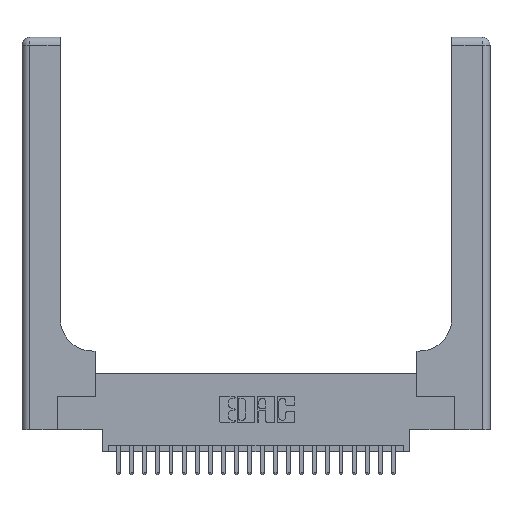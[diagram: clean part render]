
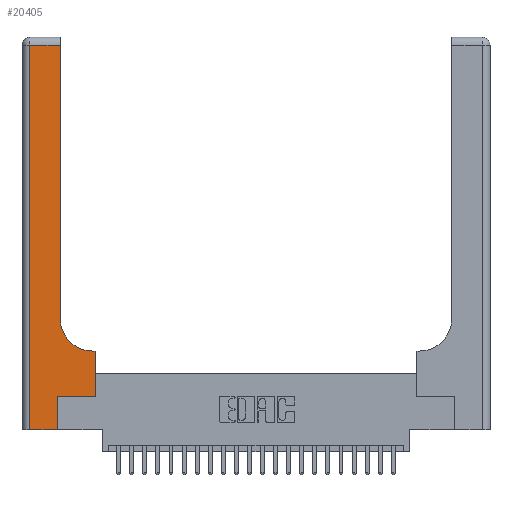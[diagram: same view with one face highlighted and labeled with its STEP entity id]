
A CAD part, top view. The second image highlights one B-rep face of the part: STEP entity #20405.
In plain terms, the highlighted planar face has unit normal (0, 0, 1).
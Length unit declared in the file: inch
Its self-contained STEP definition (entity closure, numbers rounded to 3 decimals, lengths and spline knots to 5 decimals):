
#286 = CARTESIAN_POINT ( 'NONE',  ( 0.5585, 0.25, 0.37 ) ) ;
#834 = VERTEX_POINT ( 'NONE', #13601 ) ;
#1148 = CARTESIAN_POINT ( 'NONE',  ( 0.269, 0., 0.37 ) ) ;
#1601 = DIRECTION ( 'NONE',  ( 0., 0., -1. ) ) ;
#1740 = DIRECTION ( 'NONE',  ( 0., 1., 0. ) ) ;
#1790 = VERTEX_POINT ( 'NONE', #13735 ) ;
#2561 = DIRECTION ( 'NONE',  ( -1., 0., 0. ) ) ;
#2838 = CARTESIAN_POINT ( 'NONE',  ( 0.269, 0.25, 0.37 ) ) ;
#2991 = DIRECTION ( 'NONE',  ( -1., 0., 0. ) ) ;
#3018 = CARTESIAN_POINT ( 'NONE',  ( 0.269, 0.25, 0.37 ) ) ;
#3130 = DIRECTION ( 'NONE',  ( 0., 1., 0. ) ) ;
#3497 = DIRECTION ( 'NONE',  ( -1., 0., 0. ) ) ;
#4044 = VECTOR ( 'NONE', #2561, 39.37008 ) ;
#4193 = DIRECTION ( 'NONE',  ( 1., 0., 0. ) ) ;
#4439 = LINE ( 'NONE', #9334, #9026 ) ;
#4569 = VERTEX_POINT ( 'NONE', #10092 ) ;
#4995 = DIRECTION ( 'NONE',  ( 1., 0., 0. ) ) ;
#5019 = ORIENTED_EDGE ( 'NONE', *, *, #12546, .T. ) ;
#5350 = ORIENTED_EDGE ( 'NONE', *, *, #15960, .T. ) ;
#5651 = VERTEX_POINT ( 'NONE', #10801 ) ;
#5719 = ORIENTED_EDGE ( 'NONE', *, *, #20278, .T. ) ;
#6052 = ORIENTED_EDGE ( 'NONE', *, *, #12609, .T. ) ;
#6426 = CARTESIAN_POINT ( 'NONE',  ( 0., 2.94, 0.37 ) ) ;
#6695 = VECTOR ( 'NONE', #12396, 39.37008 ) ;
#6800 = CARTESIAN_POINT ( 'NONE',  ( 0.06, 0., 0.37 ) ) ;
#7034 = ORIENTED_EDGE ( 'NONE', *, *, #12319, .T. ) ;
#7629 = EDGE_CURVE ( 'NONE', #13333, #1790, #4439, .T. ) ;
#8222 = VERTEX_POINT ( 'NONE', #6800 ) ;
#8414 = ORIENTED_EDGE ( 'NONE', *, *, #7629, .T. ) ;
#9026 = VECTOR ( 'NONE', #1740, 39.37008 ) ;
#9334 = CARTESIAN_POINT ( 'NONE',  ( 0.2915, 3., 0.37 ) ) ;
#9367 = DIRECTION ( 'NONE',  ( 0., 1., 0. ) ) ;
#9584 = LINE ( 'NONE', #16844, #21503 ) ;
#10092 = CARTESIAN_POINT ( 'NONE',  ( 0.5585, 0.6, 0.37 ) ) ;
#10801 = CARTESIAN_POINT ( 'NONE',  ( 0.269, 0., 0.37 ) ) ;
#11064 = CARTESIAN_POINT ( 'NONE',  ( 0.5415, 0.85, 0.37 ) ) ;
#11410 = CARTESIAN_POINT ( 'NONE',  ( 0., 0., 0.37 ) ) ;
#11600 = LINE ( 'NONE', #16298, #6695 ) ;
#11663 = EDGE_CURVE ( 'NONE', #5651, #19832, #24957, .T. ) ;
#12319 = EDGE_CURVE ( 'NONE', #8222, #5651, #16613, .T. ) ;
#12396 = DIRECTION ( 'NONE',  ( 0., -1., 0. ) ) ;
#12546 = EDGE_CURVE ( 'NONE', #1790, #13843, #19065, .T. ) ;
#12609 = EDGE_CURVE ( 'NONE', #4569, #834, #9584, .T. ) ;
#12781 = CARTESIAN_POINT ( 'NONE',  ( 0.06, 2.94, 0.37 ) ) ;
#13281 = CARTESIAN_POINT ( 'NONE',  ( 0.5585, 0.25, 0.37 ) ) ;
#13333 = VERTEX_POINT ( 'NONE', #23216 ) ;
#13601 = CARTESIAN_POINT ( 'NONE',  ( 0.5415, 0.6, 0.37 ) ) ;
#13735 = CARTESIAN_POINT ( 'NONE',  ( 0.2915, 2.94, 0.37 ) ) ;
#13775 = LINE ( 'NONE', #3018, #22949 ) ;
#13797 = ORIENTED_EDGE ( 'NONE', *, *, #19664, .T. ) ;
#13843 = VERTEX_POINT ( 'NONE', #12781 ) ;
#14190 = VECTOR ( 'NONE', #4193, 39.37008 ) ;
#14944 = AXIS2_PLACEMENT_3D ( 'NONE', #11064, #24759, #22844 ) ;
#15713 = VECTOR ( 'NONE', #3130, 39.37008 ) ;
#15960 = EDGE_CURVE ( 'NONE', #25097, #4569, #17279, .T. ) ;
#16166 = EDGE_LOOP ( 'NONE', ( #8414, #5019, #24756, #7034, #20581, #13797, #5350, #6052, #5719 ) ) ;
#16298 = CARTESIAN_POINT ( 'NONE',  ( 0.06, 3., 0.37 ) ) ;
#16613 = LINE ( 'NONE', #11410, #14190 ) ;
#16844 = CARTESIAN_POINT ( 'NONE',  ( 0.2915, 0.6, 0.37 ) ) ;
#16995 = VECTOR ( 'NONE', #9367, 39.37008 ) ;
#17107 = PLANE ( 'NONE',  #17539 ) ;
#17279 = LINE ( 'NONE', #13281, #16995 ) ;
#17539 = AXIS2_PLACEMENT_3D ( 'NONE', #21124, #1601, #3497 ) ;
#19065 = LINE ( 'NONE', #6426, #4044 ) ;
#19664 = EDGE_CURVE ( 'NONE', #19832, #25097, #13775, .T. ) ;
#19832 = VERTEX_POINT ( 'NONE', #2838 ) ;
#20278 = EDGE_CURVE ( 'NONE', #834, #13333, #24789, .T. ) ;
#20405 = ADVANCED_FACE ( 'NONE', ( #21387 ), #17107, .F. ) ;
#20581 = ORIENTED_EDGE ( 'NONE', *, *, #11663, .T. ) ;
#20643 = EDGE_CURVE ( 'NONE', #13843, #8222, #11600, .T. ) ;
#21124 = CARTESIAN_POINT ( 'NONE',  ( 0., 3., 0.37 ) ) ;
#21387 = FACE_OUTER_BOUND ( 'NONE', #16166, .T. ) ;
#21503 = VECTOR ( 'NONE', #2991, 39.37008 ) ;
#22844 = DIRECTION ( 'NONE',  ( 1., 0., 0. ) ) ;
#22949 = VECTOR ( 'NONE', #4995, 39.37008 ) ;
#23216 = CARTESIAN_POINT ( 'NONE',  ( 0.2915, 0.85, 0.37 ) ) ;
#24756 = ORIENTED_EDGE ( 'NONE', *, *, #20643, .T. ) ;
#24759 = DIRECTION ( 'NONE',  ( 0., 0., -1. ) ) ;
#24789 = CIRCLE ( 'NONE', #14944, 0.25 ) ;
#24957 = LINE ( 'NONE', #1148, #15713 ) ;
#25097 = VERTEX_POINT ( 'NONE', #286 ) ;
